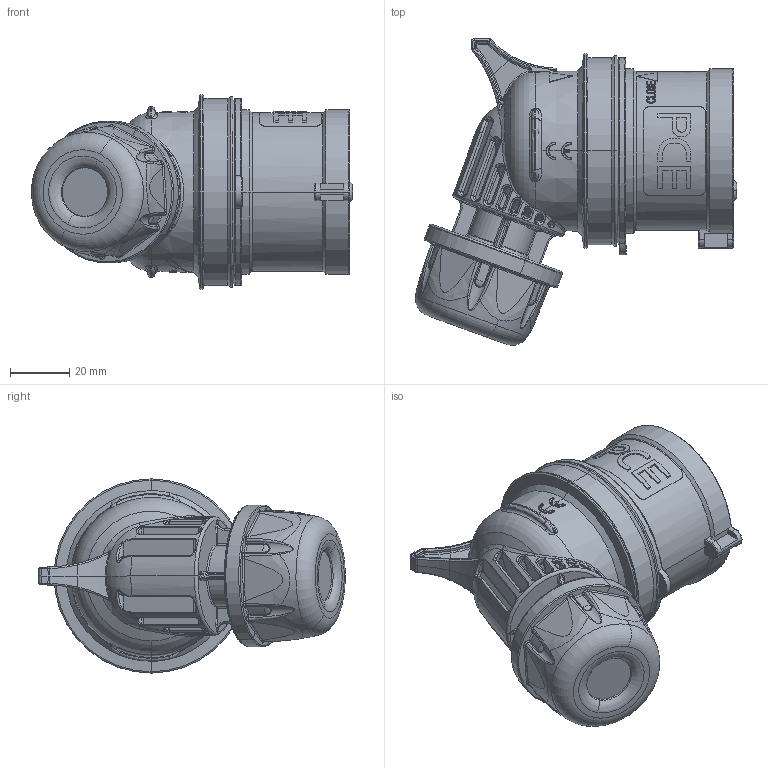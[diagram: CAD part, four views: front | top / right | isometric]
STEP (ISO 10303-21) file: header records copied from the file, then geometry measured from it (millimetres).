
FILE_DESCRIPTION (( 'STEP AP203' ), '1' );
FILE_NAME ('Winkelstecker 16A 5p IP44 ÜWM Shark.STEP', '2021-03-09T14:36:29', ( '' ), ( '' ), 'SwSTEP 2.0', 'SolidWorks 2020', '' );
FILE_SCHEMA (( 'CONFIG_CONTROL_DESIGN' ));
Length unit declared in the file: millimetre
Products named in the file (1): Winkelstecker 16A 5p IP44 郻M Shark
Bounding box: 108.63 x 103.7 x 65.7 mm (x, y, z)
Volume: 180033.7 mm3; surface area: 40010.9 mm2
Topology: 1 solids, 1 shells, 1406 faces, 3377 edges, 2026 vertices
Faces by surface type: bspline 592, plane 277, cylinder 180, torus 151, cone 124, sphere 82
Entity records: 67392 total; most frequent: CARTESIAN_POINT 39377, ORIENTED_EDGE 6726, DIRECTION 4520, EDGE_CURVE 3363, VERTEX_POINT 2022, AXIS2_PLACEMENT_3D 1889, B_SPLINE_CURVE_WITH_KNOTS 1507, EDGE_LOOP 1469
